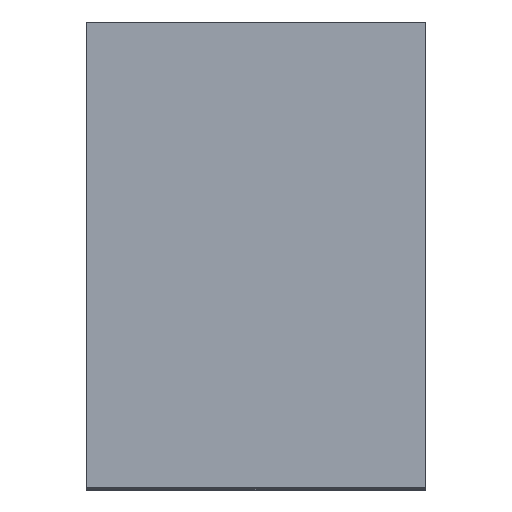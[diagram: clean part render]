
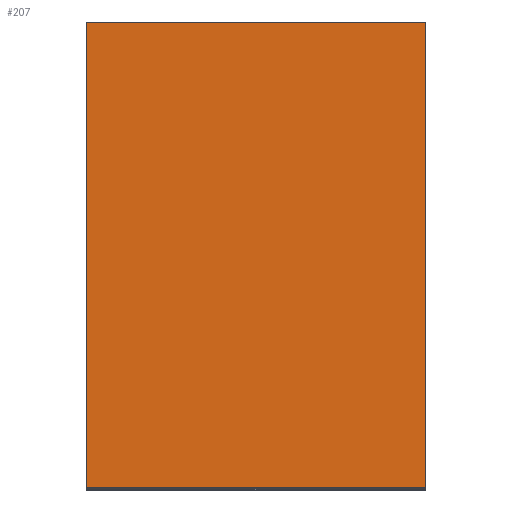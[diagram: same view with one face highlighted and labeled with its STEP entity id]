
A CAD part, top view. The second image highlights one B-rep face of the part: STEP entity #207.
In plain terms, the highlighted planar face has unit normal (0, 0, 1).
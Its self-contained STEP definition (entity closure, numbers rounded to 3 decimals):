
#23=PLANE('',#248);
#35=FACE_OUTER_BOUND('',#49,.T.);
#49=EDGE_LOOP('',(#171,#172,#173,#174));
#60=LINE('',#320,#78);
#65=LINE('',#329,#83);
#70=LINE('',#350,#88);
#74=LINE('',#357,#92);
#78=VECTOR('',#263,10.);
#83=VECTOR('',#270,10.);
#88=VECTOR('',#295,10.);
#92=VECTOR('',#303,10.);
#97=VERTEX_POINT('',#317);
#98=VERTEX_POINT('',#319);
#101=VERTEX_POINT('',#327);
#107=VERTEX_POINT('',#349);
#114=EDGE_CURVE('',#98,#97,#60,.T.);
#119=EDGE_CURVE('',#97,#101,#65,.T.);
#128=EDGE_CURVE('',#98,#107,#70,.T.);
#132=EDGE_CURVE('',#107,#101,#74,.T.);
#171=ORIENTED_EDGE('',*,*,#114,.T.);
#172=ORIENTED_EDGE('',*,*,#119,.T.);
#173=ORIENTED_EDGE('',*,*,#132,.F.);
#174=ORIENTED_EDGE('',*,*,#128,.F.);
#207=ADVANCED_FACE('',(#35),#23,.T.);
#248=AXIS2_PLACEMENT_3D('',#356,#301,#302);
#263=DIRECTION('',(0.,-1.,0.));
#270=DIRECTION('',(1.,0.,0.));
#295=DIRECTION('',(1.,0.,0.));
#301=DIRECTION('center_axis',(0.,0.,1.));
#302=DIRECTION('ref_axis',(0.,-1.,0.));
#303=DIRECTION('',(0.,-1.,0.));
#317=CARTESIAN_POINT('',(0.,-27.5,100.));
#319=CARTESIAN_POINT('',(0.,27.5,100.));
#320=CARTESIAN_POINT('',(0.,27.5,100.));
#327=CARTESIAN_POINT('',(40.,-27.5,100.));
#329=CARTESIAN_POINT('',(0.,-27.5,100.));
#349=CARTESIAN_POINT('',(40.,27.5,100.));
#350=CARTESIAN_POINT('',(0.,27.5,100.));
#356=CARTESIAN_POINT('Origin',(0.,27.5,100.));
#357=CARTESIAN_POINT('',(40.,27.5,100.));
